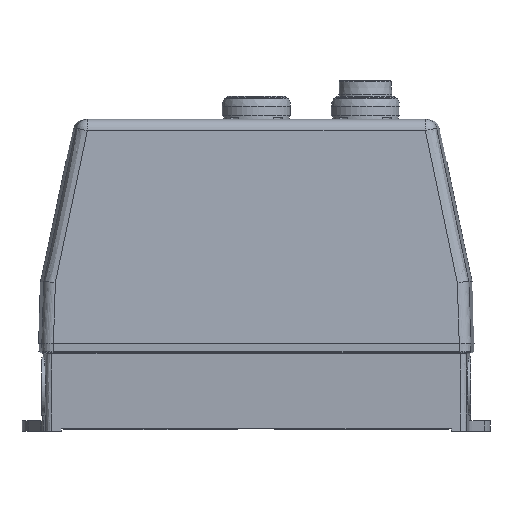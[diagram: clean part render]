
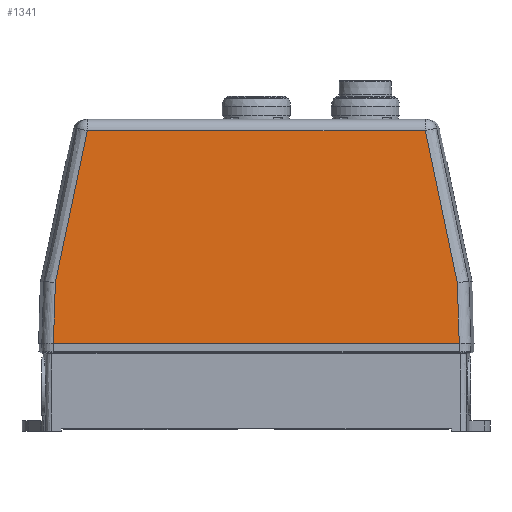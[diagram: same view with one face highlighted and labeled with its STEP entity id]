
A CAD part, front view. The second image highlights one B-rep face of the part: STEP entity #1341.
In plain terms, the highlighted planar face has unit normal (0, -0.999, 0.035).
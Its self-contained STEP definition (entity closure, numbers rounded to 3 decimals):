
#597=PLANE('',#9963);
#887=B_SPLINE_CURVE_WITH_KNOTS('',3,(#15981,#15982,#15983,#15984),
 .UNSPECIFIED.,.F.,.F.,(4,4),(0.,1.),.UNSPECIFIED.);
#923=B_SPLINE_CURVE_WITH_KNOTS('',3,(#16559,#16560,#16561,#16562),
 .UNSPECIFIED.,.F.,.F.,(4,4),(0.,1.),.UNSPECIFIED.);
#924=B_SPLINE_CURVE_WITH_KNOTS('',3,(#16565,#16566,#16567,#16568),
 .UNSPECIFIED.,.F.,.F.,(4,4),(0.,1.),.UNSPECIFIED.);
#925=B_SPLINE_CURVE_WITH_KNOTS('',3,(#16570,#16571,#16572,#16573),
 .UNSPECIFIED.,.F.,.F.,(4,4),(0.,1.),.UNSPECIFIED.);
#1341=ADVANCED_FACE('',(#1795),#597,.T.);
#1795=FACE_OUTER_BOUND('',#2235,.T.);
#2235=EDGE_LOOP('',(#5854,#5855,#5856,#5857,#5858,#5859));
#2990=LINE('',#16544,#3793);
#2991=LINE('',#16563,#3794);
#3793=VECTOR('',#11870,1.);
#3794=VECTOR('',#11875,1.);
#5854=ORIENTED_EDGE('',*,*,#8707,.F.);
#5855=ORIENTED_EDGE('',*,*,#8709,.F.);
#5856=ORIENTED_EDGE('',*,*,#8642,.F.);
#5857=ORIENTED_EDGE('',*,*,#8710,.T.);
#5858=ORIENTED_EDGE('',*,*,#8711,.F.);
#5859=ORIENTED_EDGE('',*,*,#8712,.F.);
#7159=VERTEX_POINT('',#15980);
#7160=VERTEX_POINT('',#15985);
#7205=VERTEX_POINT('',#16539);
#7207=VERTEX_POINT('',#16543);
#7208=VERTEX_POINT('',#16564);
#7209=VERTEX_POINT('',#16569);
#8642=EDGE_CURVE('',#7159,#7160,#887,.T.);
#8707=EDGE_CURVE('',#7207,#7205,#2990,.T.);
#8709=EDGE_CURVE('',#7160,#7207,#923,.T.);
#8710=EDGE_CURVE('',#7159,#7208,#2991,.T.);
#8711=EDGE_CURVE('',#7209,#7208,#924,.T.);
#8712=EDGE_CURVE('',#7205,#7209,#925,.T.);
#9963=AXIS2_PLACEMENT_3D('',#16574,#11876,#11877);
#11870=DIRECTION('',(1.,0.,0.));
#11875=DIRECTION('',(1.,0.,0.));
#11876=DIRECTION('',(0.,-0.999,0.035));
#11877=DIRECTION('',(-1.,0.,0.));
#15980=CARTESIAN_POINT('',(-87.464,-44.,0.));
#15981=CARTESIAN_POINT('',(-87.464,-44.,0.));
#15982=CARTESIAN_POINT('',(-87.183,-43.696,8.702));
#15983=CARTESIAN_POINT('',(-86.902,-43.392,17.404));
#15984=CARTESIAN_POINT('',(-86.621,-43.088,26.105));
#15985=CARTESIAN_POINT('',(-86.621,-43.088,26.105));
#16539=CARTESIAN_POINT('',(72.818,-40.799,91.674));
#16543=CARTESIAN_POINT('',(-72.818,-40.799,91.674));
#16544=CARTESIAN_POINT('',(46.03,-40.799,91.674));
#16559=CARTESIAN_POINT('',(-86.621,-43.088,26.105));
#16560=CARTESIAN_POINT('',(-82.02,-42.325,47.962));
#16561=CARTESIAN_POINT('',(-77.419,-41.562,69.818));
#16562=CARTESIAN_POINT('',(-72.818,-40.799,91.674));
#16563=CARTESIAN_POINT('',(92.06,-44.,0.));
#16564=CARTESIAN_POINT('',(87.464,-44.,0.));
#16565=CARTESIAN_POINT('',(86.621,-43.088,26.105));
#16566=CARTESIAN_POINT('',(86.902,-43.392,17.404));
#16567=CARTESIAN_POINT('',(87.183,-43.696,8.702));
#16568=CARTESIAN_POINT('',(87.464,-44.,0.));
#16569=CARTESIAN_POINT('',(86.621,-43.088,26.105));
#16570=CARTESIAN_POINT('',(72.818,-40.799,91.674));
#16571=CARTESIAN_POINT('',(77.419,-41.562,69.818));
#16572=CARTESIAN_POINT('',(82.02,-42.325,47.962));
#16573=CARTESIAN_POINT('',(86.621,-43.088,26.105));
#16574=CARTESIAN_POINT('',(92.06,-44.,0.));
